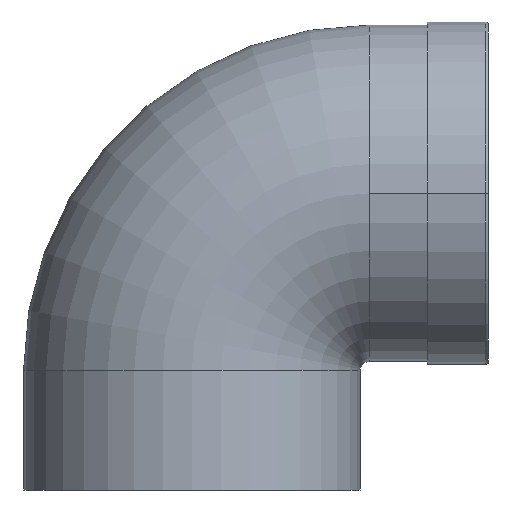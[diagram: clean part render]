
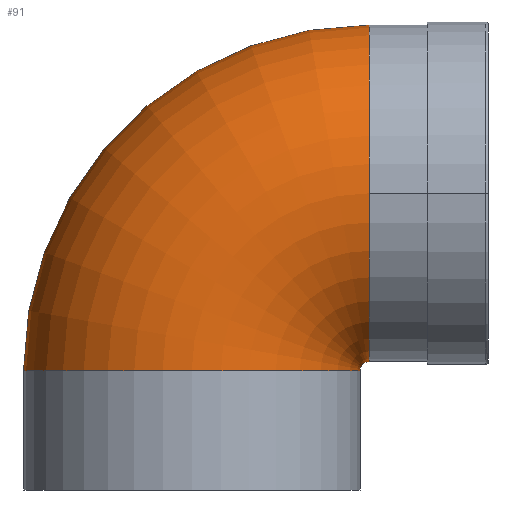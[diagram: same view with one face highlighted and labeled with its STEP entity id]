
A CAD part, front view. The second image highlights one B-rep face of the part: STEP entity #91.
In plain terms, the highlighted toroidal (fillet/blend) face has major radius 58 mm and minor radius 55 mm.
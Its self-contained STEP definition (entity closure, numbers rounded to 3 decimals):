
#91=ADVANCED_FACE('',(#182),#183,.T.);
#182=FACE_OUTER_BOUND('',#267,.T.);
#183=TOROIDAL_SURFACE('',#268,58.0,55.0);
#267=EDGE_LOOP('',(#454,#455,#456,#457,#458));
#268=AXIS2_PLACEMENT_3D('',#459,#460,#461);
#454=ORIENTED_EDGE('',*,*,#480,.T.);
#455=ORIENTED_EDGE('',*,*,#551,.T.);
#456=ORIENTED_EDGE('',*,*,#483,.T.);
#457=ORIENTED_EDGE('',*,*,#548,.T.);
#458=ORIENTED_EDGE('',*,*,#497,.T.);
#459=CARTESIAN_POINT('',(58.0,0.,39.0));
#460=DIRECTION('',(0.0,-1.0,0.0));
#461=DIRECTION('',(0.0,0.0,-1.0));
#480=EDGE_CURVE('',#557,#558,#559,.T.);
#483=EDGE_CURVE('',#564,#562,#565,.T.);
#497=EDGE_CURVE('',#587,#557,#588,.T.);
#548=EDGE_CURVE('',#562,#587,#658,.T.);
#551=EDGE_CURVE('',#558,#564,#661,.T.);
#557=VERTEX_POINT('',#667);
#558=VERTEX_POINT('',#668);
#559=CIRCLE('',#669,113.0);
#562=VERTEX_POINT('',#672);
#564=VERTEX_POINT('',#674);
#565=CIRCLE('',#675,3.0);
#587=VERTEX_POINT('',#837);
#588=CIRCLE('',#838,55.0);
#658=CIRCLE('',#1054,55.0);
#661=CIRCLE('',#1057,55.0);
#667=CARTESIAN_POINT('',(58.0,0.,152.0));
#668=CARTESIAN_POINT('',(-55.0,0.0,39.0));
#669=AXIS2_PLACEMENT_3D('',#1062,#1063,#1064);
#672=CARTESIAN_POINT('',(58.0,0.0,42.0));
#674=CARTESIAN_POINT('',(55.0,0.,39.0));
#675=AXIS2_PLACEMENT_3D('',#1071,#1072,#1073);
#837=CARTESIAN_POINT('',(58.0,-55.0,97.0));
#838=AXIS2_PLACEMENT_3D('',#1092,#1093,#1094);
#1054=AXIS2_PLACEMENT_3D('',#1173,#1174,#1175);
#1057=AXIS2_PLACEMENT_3D('',#1176,#1177,#1178);
#1062=CARTESIAN_POINT('',(58.0,0.,39.0));
#1063=DIRECTION('',(0.0,-1.0,0.0));
#1064=DIRECTION('',(0.0,0.0,-1.0));
#1071=CARTESIAN_POINT('',(58.0,0.,39.0));
#1072=DIRECTION('',(-0.0,1.0,0.0));
#1073=DIRECTION('',(0.0,0.0,-1.0));
#1092=CARTESIAN_POINT('',(58.0,0.,97.0));
#1093=DIRECTION('',(-1.0,-0.0,0.0));
#1094=DIRECTION('',(0.0,0.,-1.0));
#1173=CARTESIAN_POINT('',(58.0,0.,97.0));
#1174=DIRECTION('',(-1.0,-0.0,0.0));
#1175=DIRECTION('',(0.0,0.,-1.0));
#1176=CARTESIAN_POINT('',(0.0,0.0,39.0));
#1177=DIRECTION('',(0.0,0.0,1.0));
#1178=DIRECTION('',(-1.0,0.0,0.0));
